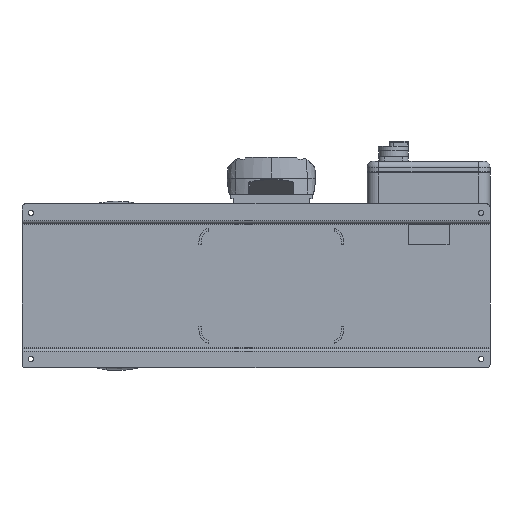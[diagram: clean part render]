
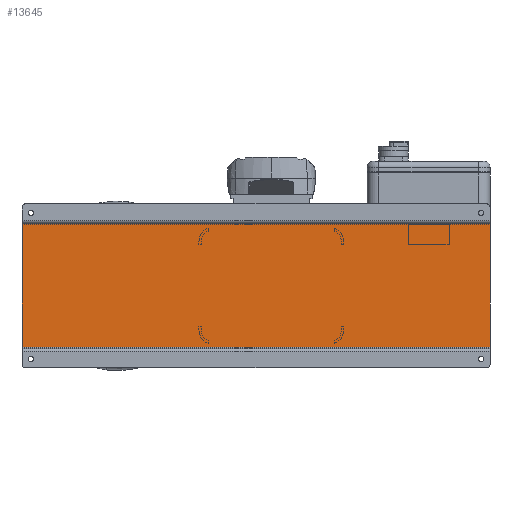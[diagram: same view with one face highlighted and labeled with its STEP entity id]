
A CAD part, front view. The second image highlights one B-rep face of the part: STEP entity #13645.
In plain terms, the highlighted planar face has unit normal (0, -1, 0).
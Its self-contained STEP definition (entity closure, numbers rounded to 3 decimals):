
#2285 = EDGE_CURVE ( 'NONE', #65194, #25644, #11140, .T. ) ;
#3960 = CARTESIAN_POINT ( 'NONE',  ( 400., 51., 105. ) ) ;
#4457 = CARTESIAN_POINT ( 'NONE',  ( 400., 51., 105. ) ) ;
#6064 = VECTOR ( 'NONE', #60208, 1000. ) ;
#11140 = LINE ( 'NONE', #4457, #48639 ) ;
#13645 = ADVANCED_FACE ( 'NONE', ( #57919 ), #24397, .F. ) ;
#15394 = EDGE_CURVE ( 'NONE', #65194, #83086, #32544, .T. ) ;
#17145 = DIRECTION ( 'NONE',  ( 0., 0., -1. ) ) ;
#17415 = VECTOR ( 'NONE', #17145, 1000. ) ;
#18060 = CARTESIAN_POINT ( 'NONE',  ( -400., 51., -105. ) ) ;
#18063 = ORIENTED_EDGE ( 'NONE', *, *, #15394, .T. ) ;
#19344 = VECTOR ( 'NONE', #42727, 1000. ) ;
#23164 = CARTESIAN_POINT ( 'NONE',  ( -400., 51., 105. ) ) ;
#24397 = PLANE ( 'NONE',  #43047 ) ;
#25644 = VERTEX_POINT ( 'NONE', #44873 ) ;
#27545 = EDGE_CURVE ( 'NONE', #83086, #63987, #64934, .T. ) ;
#32544 = LINE ( 'NONE', #32986, #6064 ) ;
#32986 = CARTESIAN_POINT ( 'NONE',  ( 400., 51., 105. ) ) ;
#36868 = CARTESIAN_POINT ( 'NONE',  ( -400., 51., -105. ) ) ;
#41859 = LINE ( 'NONE', #48155, #19344 ) ;
#42727 = DIRECTION ( 'NONE',  ( -1., 0., 0. ) ) ;
#43047 = AXIS2_PLACEMENT_3D ( 'NONE', #68930, #79843, #53460 ) ;
#44873 = CARTESIAN_POINT ( 'NONE',  ( 400., 51., -105. ) ) ;
#48155 = CARTESIAN_POINT ( 'NONE',  ( 400., 51., -105. ) ) ;
#48639 = VECTOR ( 'NONE', #79155, 1000. ) ;
#52331 = ORIENTED_EDGE ( 'NONE', *, *, #74108, .F. ) ;
#53460 = DIRECTION ( 'NONE',  ( 0., 0., 1. ) ) ;
#55678 = EDGE_LOOP ( 'NONE', ( #67551, #52331, #85570, #18063 ) ) ;
#57919 = FACE_OUTER_BOUND ( 'NONE', #55678, .T. ) ;
#60208 = DIRECTION ( 'NONE',  ( -1., 0., 0. ) ) ;
#63987 = VERTEX_POINT ( 'NONE', #18060 ) ;
#64934 = LINE ( 'NONE', #36868, #17415 ) ;
#65194 = VERTEX_POINT ( 'NONE', #3960 ) ;
#67551 = ORIENTED_EDGE ( 'NONE', *, *, #27545, .T. ) ;
#68930 = CARTESIAN_POINT ( 'NONE',  ( 400., 51., -105. ) ) ;
#74108 = EDGE_CURVE ( 'NONE', #25644, #63987, #41859, .T. ) ;
#79155 = DIRECTION ( 'NONE',  ( 0., 0., -1. ) ) ;
#79843 = DIRECTION ( 'NONE',  ( 0., 1., 0. ) ) ;
#83086 = VERTEX_POINT ( 'NONE', #23164 ) ;
#85570 = ORIENTED_EDGE ( 'NONE', *, *, #2285, .F. ) ;
